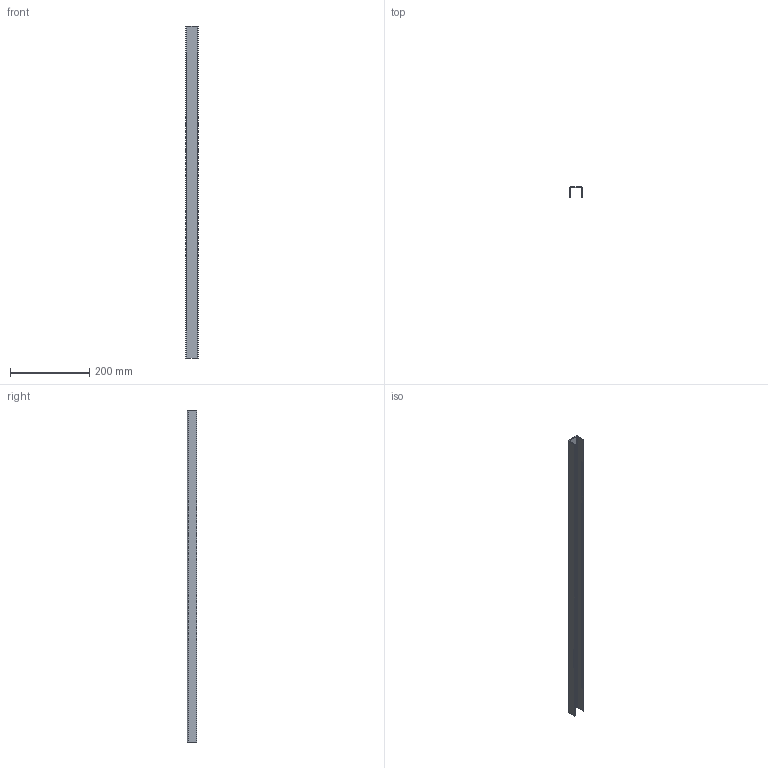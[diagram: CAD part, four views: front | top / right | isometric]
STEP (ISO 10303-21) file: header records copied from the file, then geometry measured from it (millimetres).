
FILE_DESCRIPTION((''),'2;1');
FILE_NAME('191537_ASM','2015-11-17T',('pdmadmin'),(''),'PRO/ENGINEER BY PARAMETRIC TECHNOLOGY CORPORATION, 2013230','PRO/ENGINEER BY PARAMETRIC TECHNOLOGY CORPORATION, 2013230','');
FILE_SCHEMA(('CONFIG_CONTROL_DESIGN'));
Length unit declared in the file: inch
Products named in the file (3): 191537_SHIELD; 149469_STRIP; 191537_ASM
Assembly tree (3 placements, depth 2):
  191537_ASM
    191537_SHIELD
    149469_STRIP  x2
Bounding box: 32 x 25.08 x 837.44 mm (x, y, z)
Volume: 117024.3 mm3; surface area: 154809.5 mm2
Topology: 3 solids, 3 shells, 34 faces, 68 edges, 40 vertices
Faces by surface type: plane 30, cylinder 4
Entity records: 800 total; most frequent: DIRECTION 132, CARTESIAN_POINT 122, ORIENTED_EDGE 112, EDGE_CURVE 56, VECTOR 48, LINE 48, AXIS2_PLACEMENT_3D 42, VERTEX_POINT 32
